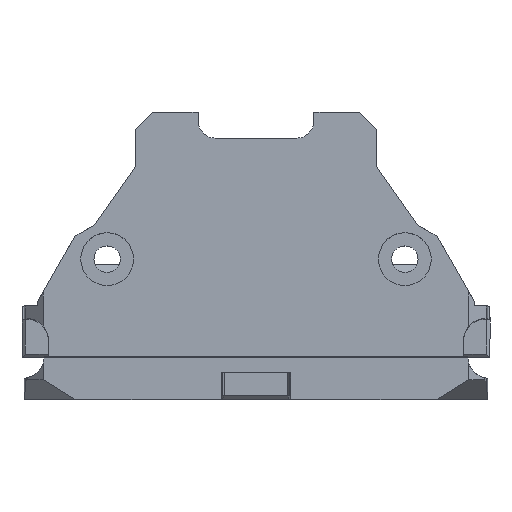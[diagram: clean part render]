
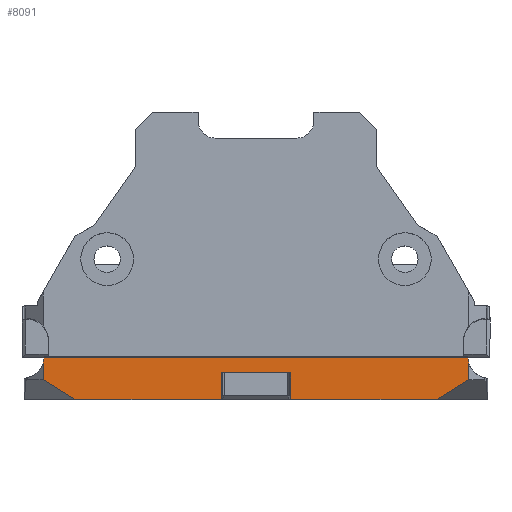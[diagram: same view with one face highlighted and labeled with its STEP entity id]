
A CAD part, top view. The second image highlights one B-rep face of the part: STEP entity #8091.
In plain terms, the highlighted face is planar.
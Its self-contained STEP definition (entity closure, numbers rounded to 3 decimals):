
#260=CIRCLE('',#8644,2.5);
#261=CIRCLE('',#8645,2.5);
#651=FACE_OUTER_BOUND('',#1111,.T.);
#1111=EDGE_LOOP('',(#7093,#7094,#7095,#7096,#7097,#7098,#7099,#7100,#7101,
#7102,#7103,#7104,#7105,#7106));
#2058=LINE('',#12996,#3035);
#2068=LINE('',#13018,#3045);
#2073=LINE('',#13027,#3050);
#2081=LINE('',#13041,#3058);
#2082=LINE('',#13044,#3059);
#2102=LINE('',#13083,#3079);
#2103=LINE('',#13089,#3080);
#2104=LINE('',#13091,#3081);
#2105=LINE('',#13093,#3082);
#2106=LINE('',#13097,#3083);
#2107=LINE('',#13101,#3084);
#2108=LINE('',#13102,#3085);
#3035=VECTOR('',#10545,10.);
#3045=VECTOR('',#10559,10.);
#3050=VECTOR('',#10566,10.);
#3058=VECTOR('',#10580,10.);
#3059=VECTOR('',#10583,10.);
#3079=VECTOR('',#10603,10.);
#3080=VECTOR('',#10610,10.);
#3081=VECTOR('',#10611,10.);
#3082=VECTOR('',#10612,10.);
#3083=VECTOR('',#10615,10.);
#3084=VECTOR('',#10618,10.);
#3085=VECTOR('',#10619,10.);
#3814=VERTEX_POINT('',#12994);
#3815=VERTEX_POINT('',#12995);
#3824=VERTEX_POINT('',#13015);
#3825=VERTEX_POINT('',#13017);
#3828=VERTEX_POINT('',#13025);
#3831=VERTEX_POINT('',#13039);
#3832=VERTEX_POINT('',#13043);
#3851=VERTEX_POINT('',#13081);
#3854=VERTEX_POINT('',#13090);
#3855=VERTEX_POINT('',#13092);
#3856=VERTEX_POINT('',#13094);
#3857=VERTEX_POINT('',#13096);
#3858=VERTEX_POINT('',#13098);
#3859=VERTEX_POINT('',#13100);
#4905=EDGE_CURVE('',#3814,#3815,#2058,.T.);
#4915=EDGE_CURVE('',#3824,#3825,#2068,.T.);
#4920=EDGE_CURVE('',#3828,#3824,#2073,.T.);
#4928=EDGE_CURVE('',#3831,#3814,#2081,.T.);
#4929=EDGE_CURVE('',#3832,#3825,#2082,.F.);
#4949=EDGE_CURVE('',#3851,#3831,#2102,.T.);
#4952=EDGE_CURVE('',#3828,#3815,#2103,.T.);
#4953=EDGE_CURVE('',#3854,#3851,#2104,.F.);
#4954=EDGE_CURVE('',#3855,#3854,#2105,.T.);
#4955=EDGE_CURVE('',#3855,#3856,#260,.F.);
#4956=EDGE_CURVE('',#3856,#3857,#2106,.T.);
#4957=EDGE_CURVE('',#3858,#3857,#261,.T.);
#4958=EDGE_CURVE('',#3858,#3859,#2107,.F.);
#4959=EDGE_CURVE('',#3859,#3832,#2108,.T.);
#7093=ORIENTED_EDGE('',*,*,#4952,.T.);
#7094=ORIENTED_EDGE('',*,*,#4905,.F.);
#7095=ORIENTED_EDGE('',*,*,#4928,.F.);
#7096=ORIENTED_EDGE('',*,*,#4949,.F.);
#7097=ORIENTED_EDGE('',*,*,#4953,.F.);
#7098=ORIENTED_EDGE('',*,*,#4954,.F.);
#7099=ORIENTED_EDGE('',*,*,#4955,.T.);
#7100=ORIENTED_EDGE('',*,*,#4956,.T.);
#7101=ORIENTED_EDGE('',*,*,#4957,.F.);
#7102=ORIENTED_EDGE('',*,*,#4958,.T.);
#7103=ORIENTED_EDGE('',*,*,#4959,.T.);
#7104=ORIENTED_EDGE('',*,*,#4929,.T.);
#7105=ORIENTED_EDGE('',*,*,#4915,.F.);
#7106=ORIENTED_EDGE('',*,*,#4920,.F.);
#7679=PLANE('',#8643);
#8091=ADVANCED_FACE('',(#651),#7679,.T.);
#8643=AXIS2_PLACEMENT_3D('',#13088,#10608,#10609);
#8644=AXIS2_PLACEMENT_3D('',#13095,#10613,#10614);
#8645=AXIS2_PLACEMENT_3D('',#13099,#10616,#10617);
#10545=DIRECTION('',(0.,0.,-1.));
#10559=DIRECTION('',(-0.756,0.,0.655));
#10566=DIRECTION('',(0.,0.,1.));
#10580=DIRECTION('',(-0.756,0.,-0.655));
#10583=DIRECTION('',(-1.,0.,0.));
#10603=DIRECTION('',(-1.,0.,0.));
#10608=DIRECTION('center_axis',(0.,1.,0.));
#10609=DIRECTION('ref_axis',(1.,0.,0.));
#10610=DIRECTION('',(1.,0.,0.001));
#10611=DIRECTION('',(0.85,0.,-0.527));
#10612=DIRECTION('',(0.,0.,1.));
#10613=DIRECTION('center_axis',(0.,1.,0.));
#10614=DIRECTION('ref_axis',(1.,0.,0.));
#10615=DIRECTION('',(-1.,0.,0.));
#10616=DIRECTION('center_axis',(0.,1.,0.));
#10617=DIRECTION('ref_axis',(-1.,0.,0.));
#10618=DIRECTION('',(0.,0.,-1.));
#10619=DIRECTION('',(0.85,0.,0.527));
#12994=CARTESIAN_POINT('',(3.537,46.872,-42.862));
#12995=CARTESIAN_POINT('',(3.537,46.872,-45.913));
#12996=CARTESIAN_POINT('',(3.537,46.872,-38.437));
#13015=CARTESIAN_POINT('',(-4.687,46.872,-42.862));
#13017=CARTESIAN_POINT('',(-4.749,46.872,-42.808));
#13018=CARTESIAN_POINT('',(-9.002,46.872,-39.125));
#13025=CARTESIAN_POINT('',(-4.687,46.872,-45.923));
#13027=CARTESIAN_POINT('',(-4.687,46.872,-38.437));
#13039=CARTESIAN_POINT('',(3.598,46.872,-42.808));
#13041=CARTESIAN_POINT('',(0.131,46.872,-45.812));
#13043=CARTESIAN_POINT('',(-21.883,46.872,-42.808));
#13044=CARTESIAN_POINT('',(-7.368,46.872,-42.808));
#13081=CARTESIAN_POINT('',(20.733,46.872,-42.808));
#13083=CARTESIAN_POINT('',(-7.368,46.872,-42.808));
#13088=CARTESIAN_POINT('Origin',(-14.076,46.872,-42.808));
#13089=CARTESIAN_POINT('',(-7.329,46.872,-45.926));
#13090=CARTESIAN_POINT('',(24.442,46.872,-45.107));
#13091=CARTESIAN_POINT('',(9.897,46.872,-36.095));
#13092=CARTESIAN_POINT('',(24.442,46.872,-47.025));
#13093=CARTESIAN_POINT('',(24.442,46.872,-42.808));
#13094=CARTESIAN_POINT('',(24.325,46.872,-47.71));
#13095=CARTESIAN_POINT('Origin',(26.824,46.872,-47.783));
#13096=CARTESIAN_POINT('',(-25.476,46.872,-47.71));
#13097=CARTESIAN_POINT('',(-5.481,46.872,-47.71));
#13098=CARTESIAN_POINT('',(-25.592,46.872,-47.025));
#13099=CARTESIAN_POINT('Origin',(-27.975,46.872,-47.783));
#13100=CARTESIAN_POINT('',(-25.592,46.872,-45.107));
#13101=CARTESIAN_POINT('',(-25.592,46.872,-42.808));
#13102=CARTESIAN_POINT('',(-20.803,46.872,-42.139));
